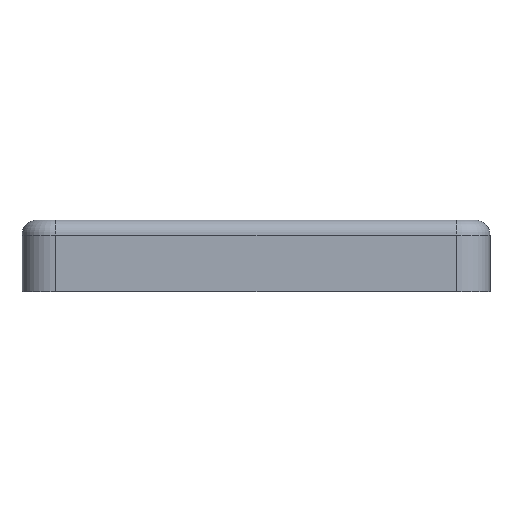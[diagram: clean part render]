
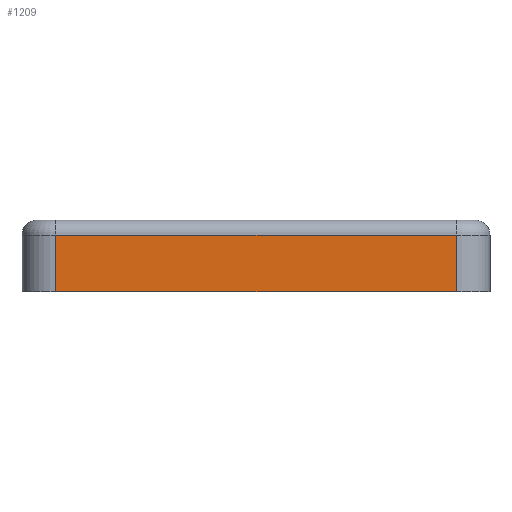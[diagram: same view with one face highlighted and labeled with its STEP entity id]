
A CAD part, left-side view. The second image highlights one B-rep face of the part: STEP entity #1209.
In plain terms, the highlighted face is planar.
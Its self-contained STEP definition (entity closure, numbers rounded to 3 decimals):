
#32=PLANE('',#1346);
#72=LINE('',#1960,#160);
#92=LINE('',#2022,#180);
#94=LINE('',#2029,#182);
#103=LINE('',#2049,#191);
#160=VECTOR('',#1550,1000.);
#180=VECTOR('',#1608,1000.);
#182=VECTOR('',#1616,1000.);
#191=VECTOR('',#1635,1000.);
#353=ORIENTED_EDGE('',*,*,#684,.T.);
#354=ORIENTED_EDGE('',*,*,#674,.F.);
#355=ORIENTED_EDGE('',*,*,#640,.F.);
#356=ORIENTED_EDGE('',*,*,#670,.T.);
#640=EDGE_CURVE('',#813,#761,#72,.T.);
#670=EDGE_CURVE('',#813,#835,#92,.T.);
#674=EDGE_CURVE('',#761,#836,#94,.T.);
#684=EDGE_CURVE('',#835,#836,#103,.T.);
#761=VERTEX_POINT('',#1845);
#813=VERTEX_POINT('',#1961);
#835=VERTEX_POINT('',#2021);
#836=VERTEX_POINT('',#2026);
#998=EDGE_LOOP('',(#353,#354,#355,#356));
#1090=FACE_BOUND('',#998,.T.);
#1209=ADVANCED_FACE('',(#1090),#32,.T.);
#1346=AXIS2_PLACEMENT_3D('',#2048,#1633,#1634);
#1550=DIRECTION('',(-1.,0.,0.));
#1608=DIRECTION('',(0.,-1.,0.));
#1616=DIRECTION('',(0.,-1.,0.));
#1633=DIRECTION('',(0.,0.,-1.));
#1634=DIRECTION('',(0.,-1.,0.));
#1635=DIRECTION('',(-1.,0.,0.));
#1845=CARTESIAN_POINT('',(-14.8,-1.1,-20.1));
#1960=CARTESIAN_POINT('',(14.8,-1.1,-20.1));
#1961=CARTESIAN_POINT('',(14.8,-1.1,-20.1));
#2021=CARTESIAN_POINT('',(14.8,-5.3,-20.1));
#2022=CARTESIAN_POINT('',(14.8,0.,-20.1));
#2026=CARTESIAN_POINT('',(-14.8,-5.3,-20.1));
#2029=CARTESIAN_POINT('',(-14.8,0.,-20.1));
#2048=CARTESIAN_POINT('',(14.8,0.,-20.1));
#2049=CARTESIAN_POINT('',(14.8,-5.3,-20.1));
